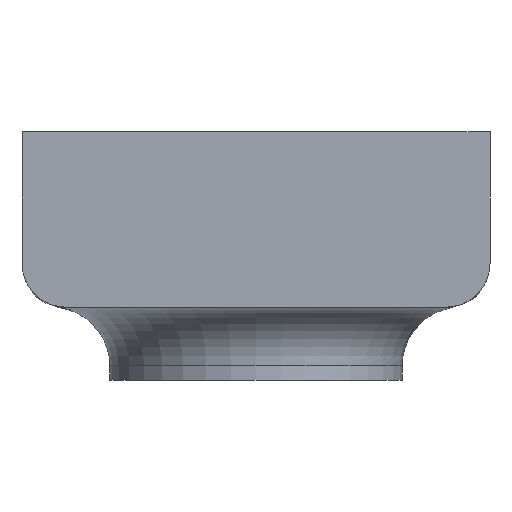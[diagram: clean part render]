
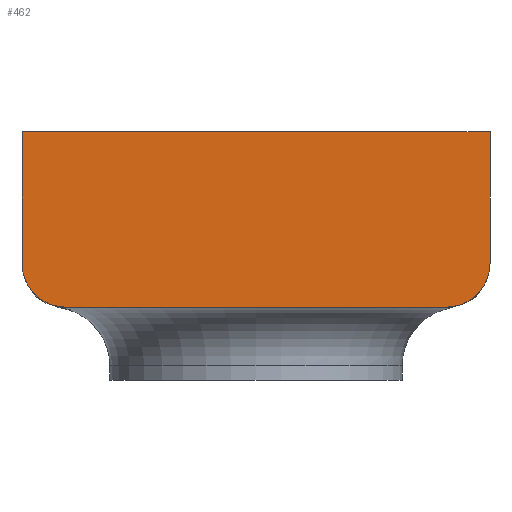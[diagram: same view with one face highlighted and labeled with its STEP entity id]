
A CAD part, front view. The second image highlights one B-rep face of the part: STEP entity #462.
In plain terms, the highlighted planar face has unit normal (0, -1, 0).
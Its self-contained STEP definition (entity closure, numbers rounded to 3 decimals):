
#40=FACE_OUTER_BOUND('',#71,.T.);
#71=EDGE_LOOP('',(#311,#312,#313,#314,#315,#316));
#104=CIRCLE('',#508,1.5);
#105=CIRCLE('',#509,1.5);
#128=LINE('',#706,#165);
#129=LINE('',#708,#166);
#130=LINE('',#712,#167);
#131=LINE('',#715,#168);
#165=VECTOR('',#563,10.);
#166=VECTOR('',#564,10.);
#167=VECTOR('',#567,10.);
#168=VECTOR('',#570,10.);
#202=VERTEX_POINT('',#704);
#203=VERTEX_POINT('',#705);
#204=VERTEX_POINT('',#707);
#205=VERTEX_POINT('',#709);
#206=VERTEX_POINT('',#711);
#207=VERTEX_POINT('',#713);
#243=EDGE_CURVE('',#202,#203,#128,.T.);
#244=EDGE_CURVE('',#203,#204,#129,.T.);
#245=EDGE_CURVE('',#204,#205,#104,.T.);
#246=EDGE_CURVE('',#205,#206,#130,.T.);
#247=EDGE_CURVE('',#206,#207,#105,.T.);
#248=EDGE_CURVE('',#207,#202,#131,.T.);
#311=ORIENTED_EDGE('',*,*,#243,.T.);
#312=ORIENTED_EDGE('',*,*,#244,.T.);
#313=ORIENTED_EDGE('',*,*,#245,.T.);
#314=ORIENTED_EDGE('',*,*,#246,.T.);
#315=ORIENTED_EDGE('',*,*,#247,.T.);
#316=ORIENTED_EDGE('',*,*,#248,.T.);
#447=PLANE('',#507);
#462=ADVANCED_FACE('',(#40),#447,.T.);
#507=AXIS2_PLACEMENT_3D('',#703,#561,#562);
#508=AXIS2_PLACEMENT_3D('',#710,#565,#566);
#509=AXIS2_PLACEMENT_3D('',#714,#568,#569);
#561=DIRECTION('center_axis',(0.,-1.,0.));
#562=DIRECTION('ref_axis',(1.,0.,0.));
#563=DIRECTION('',(-1.,0.,0.));
#564=DIRECTION('',(0.,0.,-1.));
#565=DIRECTION('center_axis',(0.,-1.,0.));
#566=DIRECTION('ref_axis',(-1.,0.,0.));
#567=DIRECTION('',(1.,0.,0.));
#568=DIRECTION('center_axis',(0.,-1.,0.));
#569=DIRECTION('ref_axis',(0.,0.,
-1.));
#570=DIRECTION('',(0.,0.,1.));
#703=CARTESIAN_POINT('Origin',(-8.,82.25,-8.91));
#704=CARTESIAN_POINT('',(8.,82.25,-5.91));
#705=CARTESIAN_POINT('',(-8.,82.25,-5.91));
#706=CARTESIAN_POINT('',(8.,82.25,-5.91));
#707=CARTESIAN_POINT('',(-8.,82.25,-10.41));
#708=CARTESIAN_POINT('',(-8.,82.25,-5.91));
#709=CARTESIAN_POINT('',(-6.5,82.25,-11.91));
#710=CARTESIAN_POINT('Origin',(-6.5,82.25,-10.41));
#711=CARTESIAN_POINT('',(6.5,82.25,-11.91));
#712=CARTESIAN_POINT('',(-6.5,82.25,-11.91));
#713=CARTESIAN_POINT('',(8.,82.25,-10.41));
#714=CARTESIAN_POINT('Origin',(6.5,82.25,-10.41));
#715=CARTESIAN_POINT('',(8.,82.25,-10.41));
